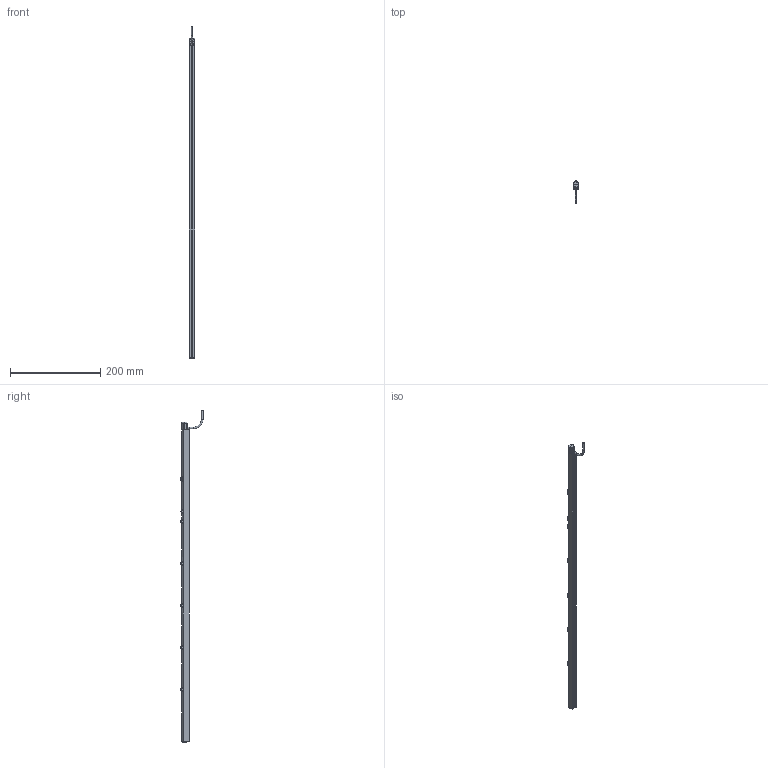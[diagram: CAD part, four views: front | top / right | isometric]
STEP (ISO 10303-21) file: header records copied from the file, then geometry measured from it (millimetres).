
FILE_DESCRIPTION((''),'2;1');
FILE_NAME('225314_ASM','2021-09-24T09:00:45',('PDMAdmin'),('BANNER ENGINEERING'),'CREO PARAMETRIC BY PTC INC, 2019292','CREO PARAMETRIC BY PTC INC, 2019292','');
FILE_SCHEMA(('CONFIG_CONTROL_DESIGN'));
Products named in the file (3): 812998_SM01; TTR_WEB_CABLE_SNUB; 225314_ASM
Assembly tree (2 placements, depth 2):
  225314_ASM
    812998_SM01
    TTR_WEB_CABLE_SNUB
Bounding box: 12 x 49.1 x 734.15 mm (x, y, z)
Volume: 114274.1 mm3; surface area: 51771.3 mm2
Topology: 2 solids, 2 shells, 1266 faces, 3393 edges, 2075 vertices
Faces by surface type: bspline 496, plane 356, cylinder 239, cone 83, sphere 30, torus 24, revolution 24, extrusion 14
Entity records: 86681 total; most frequent: CARTESIAN_POINT 59902, ORIENTED_EDGE 6734, DIRECTION 3941, EDGE_CURVE 3367, VERTEX_POINT 2075, B_SPLINE_CURVE_WITH_KNOTS 1669, AXIS2_PLACEMENT_3D 1430, EDGE_LOOP 1300
